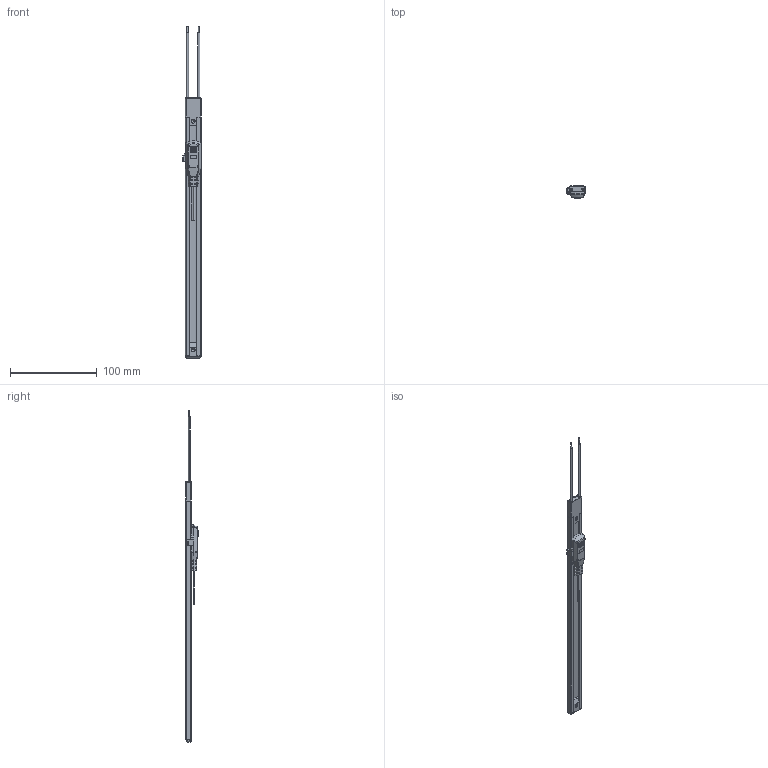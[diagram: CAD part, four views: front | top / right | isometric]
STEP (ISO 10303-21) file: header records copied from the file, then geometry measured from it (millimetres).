
FILE_DESCRIPTION (( 'STEP AP214' ), '1' );
FILE_NAME ('絳萇羞15.4X10棠柲.STEP', '2023-03-08T06:24:01', ( '' ), ( '' ), 'SwSTEP 2.0', 'SolidWorks 2018', '' );
FILE_SCHEMA (( 'AUTOMOTIVE_DESIGN' ));
Length unit declared in the file: millimetre
Products named in the file (8): 铜皮槽; 脣芛; 絳萇羞15.4X10棠柲; 棠沺え; 萇盄; ͭ˿; 黑芛3; 黑芛4
Assembly tree (7 placements, depth 2):
  絳萇羞15.4X10棠柲
    铜皮槽
    萇盄
    棠沺え
    黑芛3
    ͭ˿
    黑芛4
    脣芛
Bounding box: 20.8 x 13.9 x 383 mm (x, y, z)
Volume: 30489.6 mm3; surface area: 38694.9 mm2
Topology: 10 solids, 10 shells, 426 faces, 1115 edges, 711 vertices
Faces by surface type: plane 245, cylinder 124, bspline 22, cone 17, sphere 13, torus 5
Entity records: 13723 total; most frequent: CARTESIAN_POINT 3160, ORIENTED_EDGE 2214, DIRECTION 2030, EDGE_CURVE 1107, VECTOR 728, LINE 728, VERTEX_POINT 711, AXIS2_PLACEMENT_3D 651
